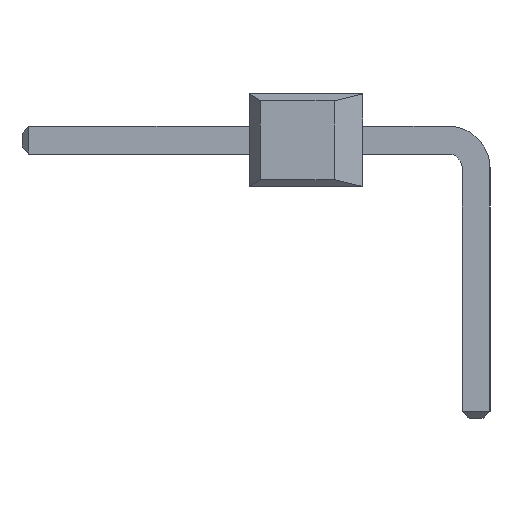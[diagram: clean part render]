
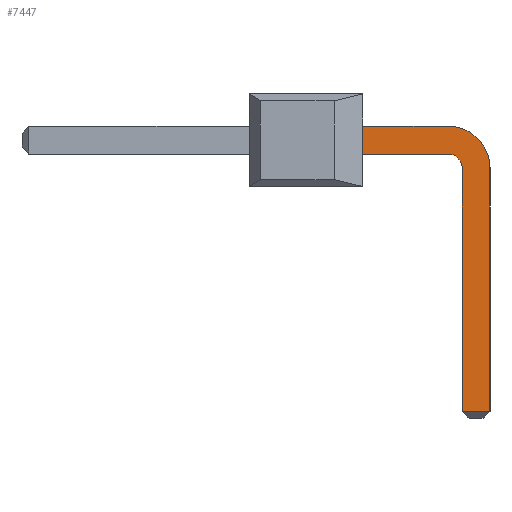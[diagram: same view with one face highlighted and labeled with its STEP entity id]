
A CAD part, left-side view. The second image highlights one B-rep face of the part: STEP entity #7447.
In plain terms, the highlighted planar face has unit normal (-1, 0, 0).
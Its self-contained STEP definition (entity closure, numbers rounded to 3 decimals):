
#6685=CARTESIAN_POINT('',(-0.381,3.112,0.889));
#6684=VERTEX_POINT('',#6685);
#6695=CARTESIAN_POINT('',(-0.381,3.112,1.651));
#6694=VERTEX_POINT('',#6695);
#6693=EDGE_CURVE('',#6694,#6684,#6698,.T.);
#6698=LINE('',#6695,#6700);
#6700=VECTOR('',#6701,0.762);
#6701=DIRECTION('',(0.0,0.0,-1.0));
#6724=CARTESIAN_POINT('',(-0.381,0.762,0.889));
#6723=VERTEX_POINT('',#6724);
#6732=EDGE_CURVE('',#6684,#6723,#6737,.T.);
#6737=LINE('',#6685,#6739);
#6739=VECTOR('',#6740,2.349);
#6740=DIRECTION('',(0.0,-1.0,0.0));
#6775=CARTESIAN_POINT('',(-0.381,0.762,1.651));
#6774=VERTEX_POINT('',#6775);
#6801=EDGE_CURVE('',#6774,#6694,#6806,.T.);
#6806=LINE('',#6775,#6808);
#6808=VECTOR('',#6809,2.349);
#6809=DIRECTION('',(0.0,1.0,0.0));
#6832=CARTESIAN_POINT('',(-0.381,0.381,-6.159));
#6831=VERTEX_POINT('',#6832);
#6842=CARTESIAN_POINT('',(-0.381,0.381,0.508));
#6841=VERTEX_POINT('',#6842);
#6840=EDGE_CURVE('',#6841,#6831,#6845,.T.);
#6845=LINE('',#6842,#6847);
#6847=VECTOR('',#6848,6.668);
#6848=DIRECTION('',(0.0,0.0,-1.0));
#6920=CARTESIAN_POINT('',(-0.381,-0.381,-6.159));
#6919=VERTEX_POINT('',#6920);
#6922=CARTESIAN_POINT('',(-0.381,-0.381,0.508));
#6921=VERTEX_POINT('',#6922);
#6918=EDGE_CURVE('',#6919,#6921,#6923,.T.);
#6923=LINE('',#6920,#6925);
#6925=VECTOR('',#6926,6.668);
#6926=DIRECTION('',(0.0,0.0,1.0));
#7173=EDGE_CURVE('',#6831,#6919,#7178,.T.);
#7178=LINE('',#6832,#7180);
#7180=VECTOR('',#7181,0.762);
#7181=DIRECTION('',(0.0,-1.0,0.0));
#7282=EDGE_CURVE($,#6723,#6841,#7287,.T.);
#7287=CIRCLE($,#7288,0.381);
#7289=CARTESIAN_POINT('',(-0.381,0.762,0.508));
#7288=AXIS2_PLACEMENT_3D($,#7289,#7290,#7291);
#7290=DIRECTION('',(1.0,0.0,0.0));
#7291=DIRECTION('',(0.0,-0.707,-0.707));
#7312=EDGE_CURVE($,#6921,#6774,#7317,.T.);
#7317=CIRCLE($,#7318,1.143);
#7318=AXIS2_PLACEMENT_3D($,#7289,#7320,#7321);
#7320=DIRECTION('',(-1.0,0.0,0.0));
#7321=DIRECTION('',(0.0,0.707,0.707));
#7447=ADVANCED_FACE($,(#7453),#7448,.T.);
#7448=PLANE($,#7449);
#7449=AXIS2_PLACEMENT_3D($,#7450,#7451,#7452);
#7450=CARTESIAN_POINT('',(-0.381,0.762,1.651));
#7451=DIRECTION('',(-1.0,0.0,0.0));
#7452=DIRECTION('',(-1.,0.,0.));
#7453=FACE_OUTER_BOUND($,#7454,.T.);
#7454=EDGE_LOOP($,(#7457, #7467, #7477, #7487, #7498, #7508, #7518, #7528));
#7457=ORIENTED_EDGE('',*,*,#6801,.T.);
#7467=ORIENTED_EDGE('',*,*,#6693,.T.);
#7477=ORIENTED_EDGE('',*,*,#6732,.T.);
#7487=ORIENTED_EDGE('',*,*,#7282,.T.);
#7498=ORIENTED_EDGE('',*,*,#6840,.T.);
#7508=ORIENTED_EDGE('',*,*,#7173,.T.);
#7518=ORIENTED_EDGE('',*,*,#6918,.T.);
#7528=ORIENTED_EDGE('',*,*,#7312,.T.);
